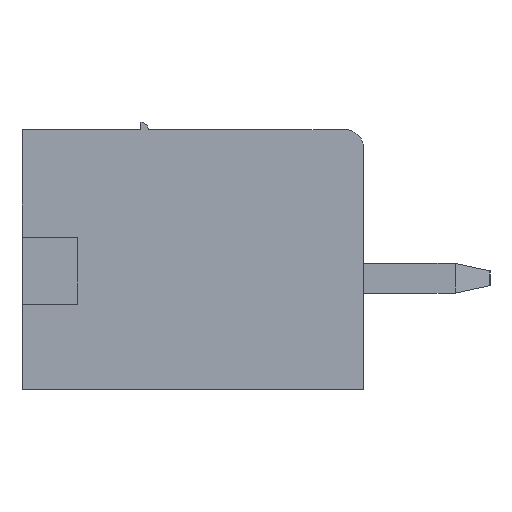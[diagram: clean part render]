
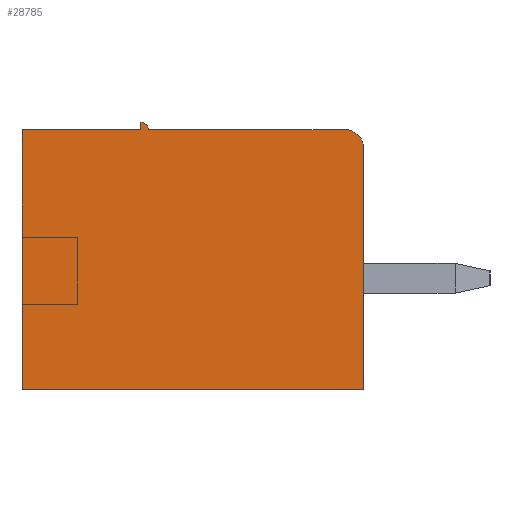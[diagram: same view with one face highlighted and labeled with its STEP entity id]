
A CAD part, left-side view. The second image highlights one B-rep face of the part: STEP entity #28785.
In plain terms, the highlighted planar face has unit normal (-1, 0, 0).
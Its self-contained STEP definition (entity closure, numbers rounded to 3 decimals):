
#432 = EDGE_CURVE ( 'NONE', #10911, #8085, #22255, .T. ) ;
#757 = ORIENTED_EDGE ( 'NONE', *, *, #1777, .F. ) ;
#1535 = CARTESIAN_POINT ( 'NONE',  ( 0., 9.2, 0. ) ) ;
#1777 = EDGE_CURVE ( 'NONE', #3169, #31737, #19242, .T. ) ;
#3169 = VERTEX_POINT ( 'NONE', #22691 ) ;
#3468 = DIRECTION ( 'NONE',  ( 0., 0., -1. ) ) ;
#4086 = VECTOR ( 'NONE', #44388, 1000. ) ;
#5014 = CARTESIAN_POINT ( 'NONE',  ( 0., 9.2, 7. ) ) ;
#5177 = LINE ( 'NONE', #1535, #42365 ) ;
#5683 = DIRECTION ( 'NONE',  ( 0., -1., 0. ) ) ;
#6243 = DIRECTION ( 'NONE',  ( 0., 0., 1. ) ) ;
#6647 = PLANE ( 'NONE',  #34406 ) ;
#7223 = LINE ( 'NONE', #29002, #47048 ) ;
#8085 = VERTEX_POINT ( 'NONE', #34905 ) ;
#9024 = CARTESIAN_POINT ( 'NONE',  ( 0., 6., 7.2 ) ) ;
#9080 = LINE ( 'NONE', #24080, #38967 ) ;
#9125 = ORIENTED_EDGE ( 'NONE', *, *, #29255, .T. ) ;
#10588 = DIRECTION ( 'NONE',  ( 1., 0., 0. ) ) ;
#10911 = VERTEX_POINT ( 'NONE', #35481 ) ;
#11174 = CARTESIAN_POINT ( 'NONE',  ( 0., 0.5, 6.5 ) ) ;
#12615 = DIRECTION ( 'NONE',  ( 0., 0., 1. ) ) ;
#14939 = CARTESIAN_POINT ( 'NONE',  ( 0., 9.2, 0. ) ) ;
#15025 = DIRECTION ( 'NONE',  ( 0., 0., -1. ) ) ;
#15476 = CIRCLE ( 'NONE', #22451, 0.2 ) ;
#16273 = ORIENTED_EDGE ( 'NONE', *, *, #45474, .F. ) ;
#17173 = CARTESIAN_POINT ( 'NONE',  ( 0., 0., 7. ) ) ;
#17783 = CARTESIAN_POINT ( 'NONE',  ( 0., 9.2, 7. ) ) ;
#19242 = LINE ( 'NONE', #26498, #4086 ) ;
#19512 = EDGE_CURVE ( 'NONE', #45748, #31737, #9080, .T. ) ;
#20006 = EDGE_CURVE ( 'NONE', #34971, #10911, #42486, .T. ) ;
#20094 = LINE ( 'NONE', #5014, #28421 ) ;
#21476 = AXIS2_PLACEMENT_3D ( 'NONE', #11174, #40570, #15025 ) ;
#22255 = CIRCLE ( 'NONE', #21476, 0.5 ) ;
#22451 = AXIS2_PLACEMENT_3D ( 'NONE', #24968, #42761, #46502 ) ;
#22691 = CARTESIAN_POINT ( 'NONE',  ( 0., 9.2, 7. ) ) ;
#23214 = DIRECTION ( 'NONE',  ( 0., -1., 0. ) ) ;
#24080 = CARTESIAN_POINT ( 'NONE',  ( 0., 6., 7. ) ) ;
#24392 = ORIENTED_EDGE ( 'NONE', *, *, #19512, .T. ) ;
#24968 = CARTESIAN_POINT ( 'NONE',  ( 0., 6., 7. ) ) ;
#25966 = ORIENTED_EDGE ( 'NONE', *, *, #47015, .T. ) ;
#26498 = CARTESIAN_POINT ( 'NONE',  ( 0., 9.2, 7. ) ) ;
#26790 = VERTEX_POINT ( 'NONE', #42705 ) ;
#27515 = ORIENTED_EDGE ( 'NONE', *, *, #20006, .T. ) ;
#27677 = DIRECTION ( 'NONE',  ( 0., 0., -1. ) ) ;
#28421 = VECTOR ( 'NONE', #23214, 1000. ) ;
#28785 = ADVANCED_FACE ( 'NONE', ( #39968 ), #6647, .F. ) ;
#29002 = CARTESIAN_POINT ( 'NONE',  ( 0., 9.2, 7. ) ) ;
#29255 = EDGE_CURVE ( 'NONE', #26790, #45748, #15476, .T. ) ;
#30402 = CARTESIAN_POINT ( 'NONE',  ( 0., 6., 7. ) ) ;
#31737 = VERTEX_POINT ( 'NONE', #30402 ) ;
#31802 = CARTESIAN_POINT ( 'NONE',  ( 0., 0., 0. ) ) ;
#34406 = AXIS2_PLACEMENT_3D ( 'NONE', #17783, #10588, #3468 ) ;
#34678 = ORIENTED_EDGE ( 'NONE', *, *, #42609, .F. ) ;
#34905 = CARTESIAN_POINT ( 'NONE',  ( 0., 0.5, 7. ) ) ;
#34971 = VERTEX_POINT ( 'NONE', #31802 ) ;
#35481 = CARTESIAN_POINT ( 'NONE',  ( 0., 0., 6.5 ) ) ;
#38967 = VECTOR ( 'NONE', #27677, 1000. ) ;
#39216 = ORIENTED_EDGE ( 'NONE', *, *, #432, .T. ) ;
#39968 = FACE_OUTER_BOUND ( 'NONE', #45159, .T. ) ;
#40570 = DIRECTION ( 'NONE',  ( -1., 0., 0. ) ) ;
#42365 = VECTOR ( 'NONE', #5683, 1000. ) ;
#42486 = LINE ( 'NONE', #17173, #43322 ) ;
#42609 = EDGE_CURVE ( 'NONE', #47514, #3169, #7223, .T. ) ;
#42705 = CARTESIAN_POINT ( 'NONE',  ( 0., 5.8, 7. ) ) ;
#42761 = DIRECTION ( 'NONE',  ( -1., 0., 0. ) ) ;
#43322 = VECTOR ( 'NONE', #12615, 1000. ) ;
#44388 = DIRECTION ( 'NONE',  ( 0., -1., 0. ) ) ;
#45159 = EDGE_LOOP ( 'NONE', ( #27515, #39216, #16273, #9125, #24392, #757, #34678, #25966 ) ) ;
#45474 = EDGE_CURVE ( 'NONE', #26790, #8085, #20094, .T. ) ;
#45748 = VERTEX_POINT ( 'NONE', #9024 ) ;
#46502 = DIRECTION ( 'NONE',  ( 0., 0., 1. ) ) ;
#47015 = EDGE_CURVE ( 'NONE', #47514, #34971, #5177, .T. ) ;
#47048 = VECTOR ( 'NONE', #6243, 1000. ) ;
#47514 = VERTEX_POINT ( 'NONE', #14939 ) ;
